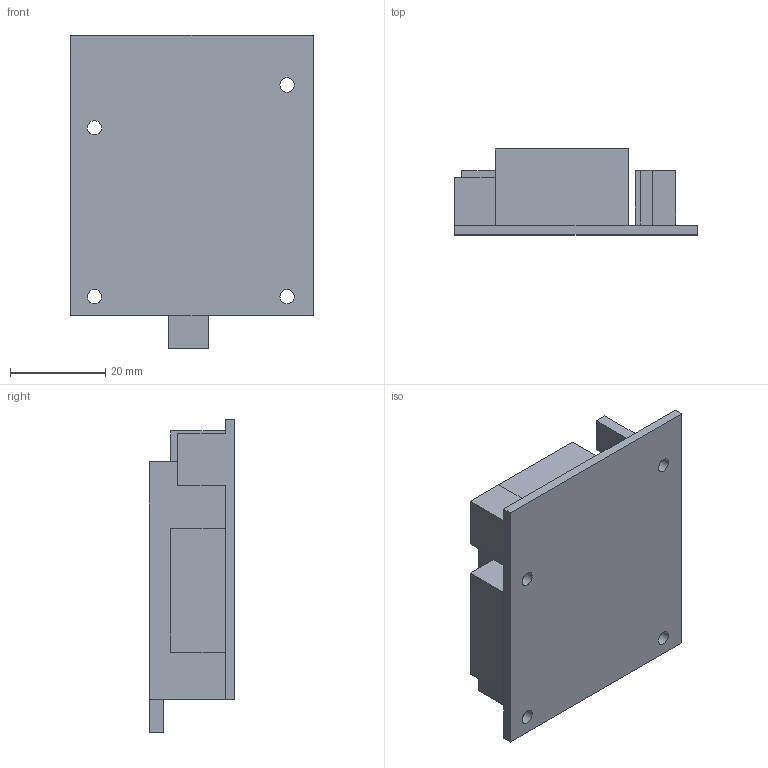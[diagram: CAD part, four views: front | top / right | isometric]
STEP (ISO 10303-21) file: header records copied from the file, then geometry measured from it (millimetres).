
FILE_DESCRIPTION((''),'2;1');
FILE_NAME('ESP_BOARD_A','2023-10-12T14:58:27',('ccha425'),('Department of Mechanical Engineering, The University of Auckland'),'CREO PARAMETRIC BY PTC INC, 2017260','CREO PARAMETRIC BY PTC INC, 2017260','');
FILE_SCHEMA(('CONFIG_CONTROL_DESIGN'));
Length unit declared in the file: millimetre
Products named in the file (1): ESP_BOARD_A
Bounding box: 51 x 18 x 66 mm (x, y, z)
Volume: 33845 mm3; surface area: 10769.3 mm2
Topology: 1 solids, 1 shells, 46 faces, 122 edges, 81 vertices
Faces by surface type: plane 38, cylinder 8
Entity records: 1468 total; most frequent: CARTESIAN_POINT 249, ORIENTED_EDGE 244, DIRECTION 230, EDGE_CURVE 122, VECTOR 106, LINE 106, VERTEX_POINT 81, AXIS2_PLACEMENT_3D 62
